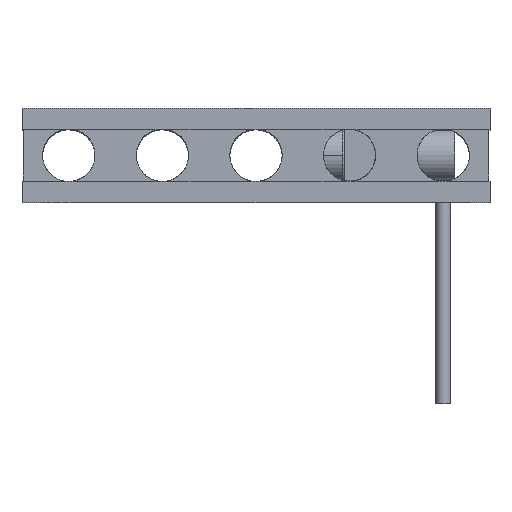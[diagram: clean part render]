
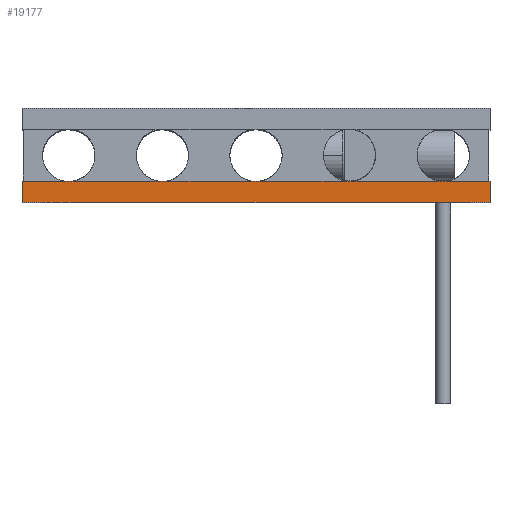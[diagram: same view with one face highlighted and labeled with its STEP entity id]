
A CAD part, top view. The second image highlights one B-rep face of the part: STEP entity #19177.
In plain terms, the highlighted planar face has unit normal (0, 0, 1).
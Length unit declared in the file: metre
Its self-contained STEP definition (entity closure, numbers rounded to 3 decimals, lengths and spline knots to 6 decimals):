
#69 = CIRCLE ( 'NONE', #13454, 0.00355 ) ;
#148 = CARTESIAN_POINT ( 'NONE',  ( 0.006944, 0.00285, 0. ) ) ;
#676 = EDGE_CURVE ( 'NONE', #11635, #7820, #6212, .T. ) ;
#697 = DIRECTION ( 'NONE',  ( 1., 0., 0. ) ) ;
#781 = VECTOR ( 'NONE', #2745, 1. ) ;
#1236 = LINE ( 'NONE', #7792, #11307 ) ;
#1420 = LINE ( 'NONE', #6817, #781 ) ;
#1461 = FACE_OUTER_BOUND ( 'NONE', #19750, .T. ) ;
#2206 = EDGE_CURVE ( 'NONE', #8910, #3785, #6069, .T. ) ;
#2263 = ORIENTED_EDGE ( 'NONE', *, *, #22476, .F. ) ;
#2298 = LINE ( 'NONE', #22344, #8283 ) ;
#2745 = DIRECTION ( 'NONE',  ( 1., 0., 0. ) ) ;
#3113 = CARTESIAN_POINT ( 'NONE',  ( 0.0635, 0.00285, 0. ) ) ;
#3220 = ORIENTED_EDGE ( 'NONE', *, *, #8807, .F. ) ;
#3785 = VERTEX_POINT ( 'NONE', #18227 ) ;
#3949 = VECTOR ( 'NONE', #23006, 1. ) ;
#4184 = CARTESIAN_POINT ( 'NONE',  ( 0.05715, 0.00635, 0. ) ) ;
#4835 = EDGE_CURVE ( 'NONE', #18223, #4842, #14093, .T. ) ;
#4842 = VERTEX_POINT ( 'NONE', #14571 ) ;
#4918 = CARTESIAN_POINT ( 'NONE',  ( 0., 0.00285, 0. ) ) ;
#5004 = ORIENTED_EDGE ( 'NONE', *, *, #676, .F. ) ;
#5083 = CARTESIAN_POINT ( 'NONE',  ( 0.04445, 0.00635, 0. ) ) ;
#5960 = CIRCLE ( 'NONE', #22069, 0.00355 ) ;
#6069 = LINE ( 'NONE', #15030, #16740 ) ;
#6202 = CARTESIAN_POINT ( 'NONE',  ( 0.018456, 0.00285, 0. ) ) ;
#6212 = LINE ( 'NONE', #22142, #21615 ) ;
#6234 = DIRECTION ( 'NONE',  ( 1., 0., 0. ) ) ;
#6563 = EDGE_CURVE ( 'NONE', #18223, #8933, #69, .T. ) ;
#6595 = CARTESIAN_POINT ( 'NONE',  ( 0.056556, 0.00285, 0. ) ) ;
#6659 = ORIENTED_EDGE ( 'NONE', *, *, #22436, .F. ) ;
#6817 = CARTESIAN_POINT ( 'NONE',  ( 0., 0.00285, 0. ) ) ;
#7071 = DIRECTION ( 'NONE',  ( 1., 0., 0. ) ) ;
#7122 = DIRECTION ( 'NONE',  ( 1., 0., 0. ) ) ;
#7246 = CARTESIAN_POINT ( 'NONE',  ( 0.01905, 0.00635, 0. ) ) ;
#7479 = CARTESIAN_POINT ( 'NONE',  ( 0.031156, 0.00285, 0. ) ) ;
#7633 = CARTESIAN_POINT ( 'NONE',  ( 0., 0.00285, 0. ) ) ;
#7792 = CARTESIAN_POINT ( 'NONE',  ( 0.0635, 0.0127, 0. ) ) ;
#7820 = VERTEX_POINT ( 'NONE', #6595 ) ;
#8283 = VECTOR ( 'NONE', #24196, 1. ) ;
#8547 = CARTESIAN_POINT ( 'NONE',  ( 0., 0.00285, 0. ) ) ;
#8661 = DIRECTION ( 'NONE',  ( -1., 0., 0. ) ) ;
#8782 = VECTOR ( 'NONE', #20551, 1. ) ;
#8807 = EDGE_CURVE ( 'NONE', #17697, #17696, #24743, .T. ) ;
#8845 = DIRECTION ( 'NONE',  ( 0., 0., -1. ) ) ;
#8866 = CARTESIAN_POINT ( 'NONE',  ( 0.019644, 0.00285, 0. ) ) ;
#8910 = VERTEX_POINT ( 'NONE', #21441 ) ;
#8933 = VERTEX_POINT ( 'NONE', #7479 ) ;
#9160 = ORIENTED_EDGE ( 'NONE', *, *, #6563, .T. ) ;
#9255 = DIRECTION ( 'NONE',  ( 1., 0., 0. ) ) ;
#9659 = EDGE_CURVE ( 'NONE', #23554, #8910, #2298, .T. ) ;
#9675 = ORIENTED_EDGE ( 'NONE', *, *, #9659, .F. ) ;
#9745 = DIRECTION ( 'NONE',  ( 0., -1., 0. ) ) ;
#10087 = LINE ( 'NONE', #12786, #20765 ) ;
#10207 = ORIENTED_EDGE ( 'NONE', *, *, #15456, .F. ) ;
#10834 = EDGE_CURVE ( 'NONE', #3785, #21059, #17282, .T. ) ;
#11178 = CARTESIAN_POINT ( 'NONE',  ( 0.032344, 0.00285, 0. ) ) ;
#11305 = DIRECTION ( 'NONE',  ( 0., 0., -1. ) ) ;
#11307 = VECTOR ( 'NONE', #9745, 1. ) ;
#11635 = VERTEX_POINT ( 'NONE', #20225 ) ;
#11982 = AXIS2_PLACEMENT_3D ( 'NONE', #20865, #8845, #22875 ) ;
#12423 = CIRCLE ( 'NONE', #19503, 0.00355 ) ;
#12742 = DIRECTION ( 'NONE',  ( 0., 0., 1. ) ) ;
#12786 = CARTESIAN_POINT ( 'NONE',  ( 0., 0., 0. ) ) ;
#12970 = ORIENTED_EDGE ( 'NONE', *, *, #10834, .F. ) ;
#12991 = AXIS2_PLACEMENT_3D ( 'NONE', #4184, #18240, #6234 ) ;
#13454 = AXIS2_PLACEMENT_3D ( 'NONE', #23325, #11305, #25377 ) ;
#13791 = LINE ( 'NONE', #7633, #24518 ) ;
#14093 = LINE ( 'NONE', #8547, #8782 ) ;
#14304 = EDGE_CURVE ( 'NONE', #11635, #4842, #12423, .T. ) ;
#14571 = CARTESIAN_POINT ( 'NONE',  ( 0.043856, 0.00285, 0. ) ) ;
#15015 = VERTEX_POINT ( 'NONE', #17106 ) ;
#15030 = CARTESIAN_POINT ( 'NONE',  ( 0., 0.00285, 0. ) ) ;
#15456 = EDGE_CURVE ( 'NONE', #15015, #23554, #10087, .T. ) ;
#15690 = AXIS2_PLACEMENT_3D ( 'NONE', #24800, #12742, #697 ) ;
#15985 = ORIENTED_EDGE ( 'NONE', *, *, #24508, .F. ) ;
#16114 = EDGE_CURVE ( 'NONE', #16680, #22600, #5960, .T. ) ;
#16353 = ORIENTED_EDGE ( 'NONE', *, *, #2206, .F. ) ;
#16473 = EDGE_CURVE ( 'NONE', #7820, #17697, #16590, .T. ) ;
#16590 = CIRCLE ( 'NONE', #12991, 0.00355 ) ;
#16680 = VERTEX_POINT ( 'NONE', #8866 ) ;
#16740 = VECTOR ( 'NONE', #7071, 1. ) ;
#17106 = CARTESIAN_POINT ( 'NONE',  ( 0.0635, 0., 0. ) ) ;
#17159 = CARTESIAN_POINT ( 'NONE',  ( 0.057744, 0.00285, 0. ) ) ;
#17282 = CIRCLE ( 'NONE', #15690, 0.00355 ) ;
#17696 = VERTEX_POINT ( 'NONE', #3113 ) ;
#17697 = VERTEX_POINT ( 'NONE', #17159 ) ;
#18223 = VERTEX_POINT ( 'NONE', #11178 ) ;
#18227 = CARTESIAN_POINT ( 'NONE',  ( 0.005756, 0.00285, 0. ) ) ;
#18240 = DIRECTION ( 'NONE',  ( 0., 0., 1. ) ) ;
#19126 = DIRECTION ( 'NONE',  ( 0., 0., -1. ) ) ;
#19177 = ADVANCED_FACE ( 'NONE', ( #1461 ), #20777, .F. ) ;
#19405 = ORIENTED_EDGE ( 'NONE', *, *, #14304, .T. ) ;
#19481 = ORIENTED_EDGE ( 'NONE', *, *, #16473, .F. ) ;
#19503 = AXIS2_PLACEMENT_3D ( 'NONE', #5083, #19126, #7122 ) ;
#19750 = EDGE_LOOP ( 'NONE', ( #3220, #19481, #5004, #19405, #20496, #9160, #15985, #25127, #6659, #12970, #16353, #9675, #10207, #2263 ) ) ;
#20225 = CARTESIAN_POINT ( 'NONE',  ( 0.045044, 0.00285, 0. ) ) ;
#20496 = ORIENTED_EDGE ( 'NONE', *, *, #4835, .F. ) ;
#20551 = DIRECTION ( 'NONE',  ( 1., 0., 0. ) ) ;
#20765 = VECTOR ( 'NONE', #8661, 1. ) ;
#20777 = PLANE ( 'NONE',  #11982 ) ;
#20865 = CARTESIAN_POINT ( 'NONE',  ( 0., 0.0127, 0. ) ) ;
#21059 = VERTEX_POINT ( 'NONE', #148 ) ;
#21283 = DIRECTION ( 'NONE',  ( 0., 0., -1. ) ) ;
#21441 = CARTESIAN_POINT ( 'NONE',  ( 0., 0.00285, 0. ) ) ;
#21615 = VECTOR ( 'NONE', #24169, 1. ) ;
#21675 = DIRECTION ( 'NONE',  ( 1., 0., 0. ) ) ;
#22048 = CARTESIAN_POINT ( 'NONE',  ( 0., 0., 0. ) ) ;
#22069 = AXIS2_PLACEMENT_3D ( 'NONE', #7246, #21283, #9255 ) ;
#22142 = CARTESIAN_POINT ( 'NONE',  ( 0., 0.00285, 0. ) ) ;
#22344 = CARTESIAN_POINT ( 'NONE',  ( 0., 0.0127, 0. ) ) ;
#22436 = EDGE_CURVE ( 'NONE', #21059, #22600, #13791, .T. ) ;
#22476 = EDGE_CURVE ( 'NONE', #17696, #15015, #1236, .T. ) ;
#22600 = VERTEX_POINT ( 'NONE', #6202 ) ;
#22875 = DIRECTION ( 'NONE',  ( -1., 0., 0. ) ) ;
#23006 = DIRECTION ( 'NONE',  ( 1., 0., 0. ) ) ;
#23325 = CARTESIAN_POINT ( 'NONE',  ( 0.03175, 0.00635, 0. ) ) ;
#23554 = VERTEX_POINT ( 'NONE', #22048 ) ;
#24169 = DIRECTION ( 'NONE',  ( 1., 0., 0. ) ) ;
#24196 = DIRECTION ( 'NONE',  ( 0., 1., 0. ) ) ;
#24508 = EDGE_CURVE ( 'NONE', #16680, #8933, #1420, .T. ) ;
#24518 = VECTOR ( 'NONE', #21675, 1. ) ;
#24743 = LINE ( 'NONE', #4918, #3949 ) ;
#24800 = CARTESIAN_POINT ( 'NONE',  ( 0.00635, 0.00635, 0. ) ) ;
#25127 = ORIENTED_EDGE ( 'NONE', *, *, #16114, .T. ) ;
#25377 = DIRECTION ( 'NONE',  ( 1., 0., 0. ) ) ;
